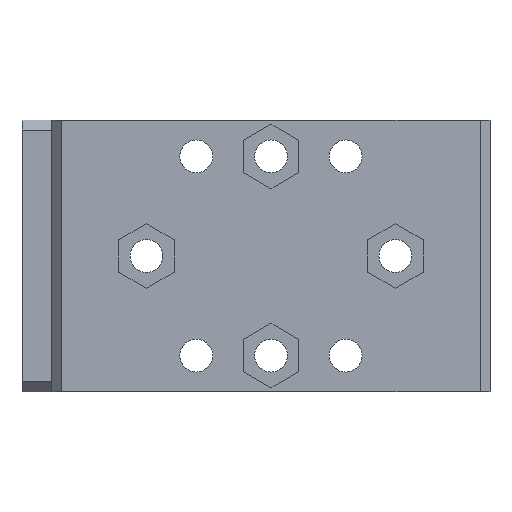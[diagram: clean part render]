
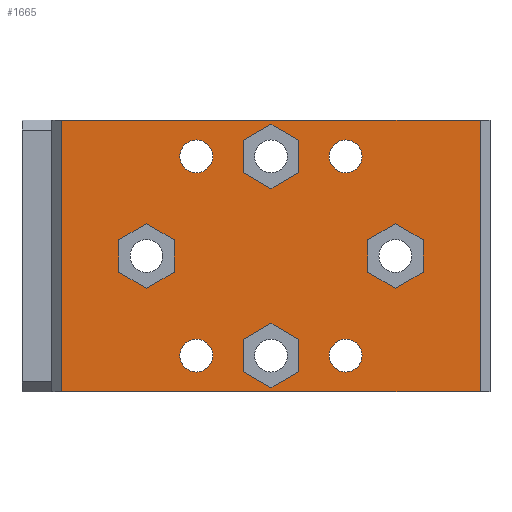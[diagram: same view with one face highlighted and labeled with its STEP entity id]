
A CAD part, front view. The second image highlights one B-rep face of the part: STEP entity #1665.
In plain terms, the highlighted planar face has unit normal (0, -1, 0).
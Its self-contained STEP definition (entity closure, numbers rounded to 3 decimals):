
#25=CIRCLE('',#1774,1.65);
#27=CIRCLE('',#1777,1.65);
#29=CIRCLE('',#1780,1.65);
#31=CIRCLE('',#1783,1.65);
#93=FACE_BOUND('',#232,.T.);
#94=FACE_BOUND('',#233,.T.);
#95=FACE_BOUND('',#234,.T.);
#96=FACE_BOUND('',#235,.T.);
#97=FACE_BOUND('',#236,.T.);
#98=FACE_BOUND('',#237,.T.);
#99=FACE_BOUND('',#238,.T.);
#100=FACE_BOUND('',#239,.T.);
#131=FACE_OUTER_BOUND('',#231,.T.);
#231=EDGE_LOOP('',(#1205,#1206,#1207,#1208));
#232=EDGE_LOOP('',(#1209,#1210,#1211,#1212,#1213,#1214));
#233=EDGE_LOOP('',(#1215,#1216,#1217,#1218,#1219,#1220));
#234=EDGE_LOOP('',(#1221,#1222,#1223,#1224,#1225,#1226));
#235=EDGE_LOOP('',(#1227,#1228,#1229,#1230,#1231,#1232));
#236=EDGE_LOOP('',(#1233));
#237=EDGE_LOOP('',(#1234));
#238=EDGE_LOOP('',(#1235));
#239=EDGE_LOOP('',(#1236));
#386=LINE('',#2530,#576);
#387=LINE('',#2532,#577);
#388=LINE('',#2534,#578);
#389=LINE('',#2535,#579);
#390=LINE('',#2538,#580);
#391=LINE('',#2540,#581);
#392=LINE('',#2542,#582);
#393=LINE('',#2544,#583);
#394=LINE('',#2546,#584);
#395=LINE('',#2547,#585);
#396=LINE('',#2550,#586);
#397=LINE('',#2552,#587);
#398=LINE('',#2554,#588);
#399=LINE('',#2556,#589);
#400=LINE('',#2558,#590);
#401=LINE('',#2559,#591);
#402=LINE('',#2562,#592);
#403=LINE('',#2564,#593);
#404=LINE('',#2566,#594);
#405=LINE('',#2568,#595);
#406=LINE('',#2570,#596);
#407=LINE('',#2571,#597);
#408=LINE('',#2574,#598);
#409=LINE('',#2576,#599);
#410=LINE('',#2578,#600);
#411=LINE('',#2580,#601);
#412=LINE('',#2582,#602);
#413=LINE('',#2583,#603);
#576=VECTOR('',#2034,1000.);
#577=VECTOR('',#2035,1000.);
#578=VECTOR('',#2036,1000.);
#579=VECTOR('',#2037,1000.);
#580=VECTOR('',#2038,1000.);
#581=VECTOR('',#2039,1000.);
#582=VECTOR('',#2040,1000.);
#583=VECTOR('',#2041,1000.);
#584=VECTOR('',#2042,1000.);
#585=VECTOR('',#2043,1000.);
#586=VECTOR('',#2044,1000.);
#587=VECTOR('',#2045,1000.);
#588=VECTOR('',#2046,1000.);
#589=VECTOR('',#2047,1000.);
#590=VECTOR('',#2048,1000.);
#591=VECTOR('',#2049,1000.);
#592=VECTOR('',#2050,1000.);
#593=VECTOR('',#2051,1000.);
#594=VECTOR('',#2052,1000.);
#595=VECTOR('',#2053,1000.);
#596=VECTOR('',#2054,1000.);
#597=VECTOR('',#2055,1000.);
#598=VECTOR('',#2056,1000.);
#599=VECTOR('',#2057,1000.);
#600=VECTOR('',#2058,1000.);
#601=VECTOR('',#2059,1000.);
#602=VECTOR('',#2060,1000.);
#603=VECTOR('',#2061,1000.);
#763=VERTEX_POINT('',#2488);
#765=VERTEX_POINT('',#2494);
#767=VERTEX_POINT('',#2500);
#769=VERTEX_POINT('',#2506);
#775=VERTEX_POINT('',#2528);
#776=VERTEX_POINT('',#2529);
#777=VERTEX_POINT('',#2531);
#778=VERTEX_POINT('',#2533);
#779=VERTEX_POINT('',#2536);
#780=VERTEX_POINT('',#2537);
#781=VERTEX_POINT('',#2539);
#782=VERTEX_POINT('',#2541);
#783=VERTEX_POINT('',#2543);
#784=VERTEX_POINT('',#2545);
#785=VERTEX_POINT('',#2548);
#786=VERTEX_POINT('',#2549);
#787=VERTEX_POINT('',#2551);
#788=VERTEX_POINT('',#2553);
#789=VERTEX_POINT('',#2555);
#790=VERTEX_POINT('',#2557);
#791=VERTEX_POINT('',#2560);
#792=VERTEX_POINT('',#2561);
#793=VERTEX_POINT('',#2563);
#794=VERTEX_POINT('',#2565);
#795=VERTEX_POINT('',#2567);
#796=VERTEX_POINT('',#2569);
#797=VERTEX_POINT('',#2572);
#798=VERTEX_POINT('',#2573);
#799=VERTEX_POINT('',#2575);
#800=VERTEX_POINT('',#2577);
#801=VERTEX_POINT('',#2579);
#802=VERTEX_POINT('',#2581);
#928=EDGE_CURVE('',#763,#763,#25,.T.);
#931=EDGE_CURVE('',#765,#765,#27,.T.);
#934=EDGE_CURVE('',#767,#767,#29,.T.);
#937=EDGE_CURVE('',#769,#769,#31,.T.);
#948=EDGE_CURVE('',#775,#776,#386,.T.);
#949=EDGE_CURVE('',#775,#777,#387,.T.);
#950=EDGE_CURVE('',#777,#778,#388,.T.);
#951=EDGE_CURVE('',#778,#776,#389,.T.);
#952=EDGE_CURVE('',#779,#780,#390,.T.);
#953=EDGE_CURVE('',#781,#779,#391,.T.);
#954=EDGE_CURVE('',#782,#781,#392,.T.);
#955=EDGE_CURVE('',#783,#782,#393,.T.);
#956=EDGE_CURVE('',#784,#783,#394,.T.);
#957=EDGE_CURVE('',#780,#784,#395,.T.);
#958=EDGE_CURVE('',#785,#786,#396,.T.);
#959=EDGE_CURVE('',#787,#785,#397,.T.);
#960=EDGE_CURVE('',#788,#787,#398,.T.);
#961=EDGE_CURVE('',#789,#788,#399,.T.);
#962=EDGE_CURVE('',#790,#789,#400,.T.);
#963=EDGE_CURVE('',#786,#790,#401,.T.);
#964=EDGE_CURVE('',#791,#792,#402,.T.);
#965=EDGE_CURVE('',#793,#791,#403,.T.);
#966=EDGE_CURVE('',#794,#793,#404,.T.);
#967=EDGE_CURVE('',#795,#794,#405,.T.);
#968=EDGE_CURVE('',#796,#795,#406,.T.);
#969=EDGE_CURVE('',#792,#796,#407,.T.);
#970=EDGE_CURVE('',#797,#798,#408,.T.);
#971=EDGE_CURVE('',#799,#797,#409,.T.);
#972=EDGE_CURVE('',#800,#799,#410,.T.);
#973=EDGE_CURVE('',#801,#800,#411,.T.);
#974=EDGE_CURVE('',#802,#801,#412,.T.);
#975=EDGE_CURVE('',#798,#802,#413,.T.);
#1205=ORIENTED_EDGE('',*,*,#948,.F.);
#1206=ORIENTED_EDGE('',*,*,#949,.T.);
#1207=ORIENTED_EDGE('',*,*,#950,.T.);
#1208=ORIENTED_EDGE('',*,*,#951,.T.);
#1209=ORIENTED_EDGE('',*,*,#952,.F.);
#1210=ORIENTED_EDGE('',*,*,#953,.F.);
#1211=ORIENTED_EDGE('',*,*,#954,.F.);
#1212=ORIENTED_EDGE('',*,*,#955,.F.);
#1213=ORIENTED_EDGE('',*,*,#956,.F.);
#1214=ORIENTED_EDGE('',*,*,#957,.F.);
#1215=ORIENTED_EDGE('',*,*,#958,.F.);
#1216=ORIENTED_EDGE('',*,*,#959,.F.);
#1217=ORIENTED_EDGE('',*,*,#960,.F.);
#1218=ORIENTED_EDGE('',*,*,#961,.F.);
#1219=ORIENTED_EDGE('',*,*,#962,.F.);
#1220=ORIENTED_EDGE('',*,*,#963,.F.);
#1221=ORIENTED_EDGE('',*,*,#964,.F.);
#1222=ORIENTED_EDGE('',*,*,#965,.F.);
#1223=ORIENTED_EDGE('',*,*,#966,.F.);
#1224=ORIENTED_EDGE('',*,*,#967,.F.);
#1225=ORIENTED_EDGE('',*,*,#968,.F.);
#1226=ORIENTED_EDGE('',*,*,#969,.F.);
#1227=ORIENTED_EDGE('',*,*,#970,.F.);
#1228=ORIENTED_EDGE('',*,*,#971,.F.);
#1229=ORIENTED_EDGE('',*,*,#972,.F.);
#1230=ORIENTED_EDGE('',*,*,#973,.F.);
#1231=ORIENTED_EDGE('',*,*,#974,.F.);
#1232=ORIENTED_EDGE('',*,*,#975,.F.);
#1233=ORIENTED_EDGE('',*,*,#937,.T.);
#1234=ORIENTED_EDGE('',*,*,#934,.T.);
#1235=ORIENTED_EDGE('',*,*,#931,.T.);
#1236=ORIENTED_EDGE('',*,*,#928,.T.);
#1586=PLANE('',#1793);
#1665=ADVANCED_FACE('',(#131,#93,#94,#95,#96,#97,#98,#99,#100),#1586,.F.);
#1774=AXIS2_PLACEMENT_3D('',#2489,#1986,#1987);
#1777=AXIS2_PLACEMENT_3D('',#2495,#1993,#1994);
#1780=AXIS2_PLACEMENT_3D('',#2501,#2000,#2001);
#1783=AXIS2_PLACEMENT_3D('',#2507,#2007,#2008);
#1793=AXIS2_PLACEMENT_3D('',#2527,#2032,#2033);
#1986=DIRECTION('center_axis',(0.,1.,0.));
#1987=DIRECTION('ref_axis',(1.,0.,0.));
#1993=DIRECTION('center_axis',(0.,1.,0.));
#1994=DIRECTION('ref_axis',(1.,0.,0.));
#2000=DIRECTION('center_axis',(0.,1.,0.));
#2001=DIRECTION('ref_axis',(1.,0.,0.));
#2007=DIRECTION('center_axis',(0.,1.,0.));
#2008=DIRECTION('ref_axis',(1.,0.,0.));
#2032=DIRECTION('center_axis',(0.,1.,0.));
#2033=DIRECTION('ref_axis',(1.,0.,0.));
#2034=DIRECTION('',(1.,0.,0.));
#2035=DIRECTION('',(0.,0.,-1.));
#2036=DIRECTION('',(1.,0.,0.));
#2037=DIRECTION('',(0.,0.,1.));
#2038=DIRECTION('',(0.,0.,1.));
#2039=DIRECTION('',(0.866,0.,0.5));
#2040=DIRECTION('',(0.866,0.,-0.5));
#2041=DIRECTION('',(0.,0.,-1.));
#2042=DIRECTION('',(-0.866,0.,-0.5));
#2043=DIRECTION('',(-0.866,0.,0.5));
#2044=DIRECTION('',(0.,0.,1.));
#2045=DIRECTION('',(0.866,0.,0.5));
#2046=DIRECTION('',(0.866,0.,-0.5));
#2047=DIRECTION('',(0.,0.,-1.));
#2048=DIRECTION('',(-0.866,0.,-0.5));
#2049=DIRECTION('',(-0.866,0.,0.5));
#2050=DIRECTION('',(0.,0.,1.));
#2051=DIRECTION('',(0.866,0.,0.5));
#2052=DIRECTION('',(0.866,0.,-0.5));
#2053=DIRECTION('',(0.,0.,-1.));
#2054=DIRECTION('',(-0.866,0.,-0.5));
#2055=DIRECTION('',(-0.866,0.,0.5));
#2056=DIRECTION('',(0.,0.,1.));
#2057=DIRECTION('',(0.866,0.,0.5));
#2058=DIRECTION('',(0.866,0.,-0.5));
#2059=DIRECTION('',(0.,0.,-1.));
#2060=DIRECTION('',(-0.866,0.,-0.5));
#2061=DIRECTION('',(-0.866,0.,0.5));
#2488=CARTESIAN_POINT('',(-7.65,-5.,3.65));
#2489=CARTESIAN_POINT('Origin',(-6.,-5.,3.65));
#2494=CARTESIAN_POINT('',(-7.65,-5.,23.65));
#2495=CARTESIAN_POINT('Origin',(-6.,-5.,23.65));
#2500=CARTESIAN_POINT('',(7.35,-5.,23.65));
#2501=CARTESIAN_POINT('Origin',(9.,-5.,23.65));
#2506=CARTESIAN_POINT('',(7.35,-5.,3.65));
#2507=CARTESIAN_POINT('Origin',(9.,-5.,3.65));
#2527=CARTESIAN_POINT('Origin',(-18.175,-5.,27.3));
#2528=CARTESIAN_POINT('',(-19.5,-5.,27.3));
#2529=CARTESIAN_POINT('',(22.5,-5.,27.3));
#2530=CARTESIAN_POINT('',(-18.175,-5.,27.3));
#2531=CARTESIAN_POINT('',(-19.5,-5.,0.));
#2532=CARTESIAN_POINT('',(-19.5,-5.,27.3));
#2533=CARTESIAN_POINT('',(22.5,-5.,0.));
#2534=CARTESIAN_POINT('',(-18.175,-5.,0.));
#2535=CARTESIAN_POINT('',(22.5,-5.,27.3));
#2536=CARTESIAN_POINT('',(4.3,-5.,22.033));
#2537=CARTESIAN_POINT('',(4.3,-5.,25.267));
#2538=CARTESIAN_POINT('',(4.3,-5.,23.65));
#2539=CARTESIAN_POINT('',(1.5,-5.,20.417));
#2540=CARTESIAN_POINT('',(2.9,-5.,21.225));
#2541=CARTESIAN_POINT('',(-1.3,-5.,22.033));
#2542=CARTESIAN_POINT('',(0.1,-5.,21.225));
#2543=CARTESIAN_POINT('',(-1.3,-5.,25.267));
#2544=CARTESIAN_POINT('',(-1.3,-5.,23.65));
#2545=CARTESIAN_POINT('',(1.5,-5.,26.883));
#2546=CARTESIAN_POINT('',(0.1,-5.,26.075));
#2547=CARTESIAN_POINT('',(2.9,-5.,26.075));
#2548=CARTESIAN_POINT('',(-8.2,-5.,12.033));
#2549=CARTESIAN_POINT('',(-8.2,-5.,15.267));
#2550=CARTESIAN_POINT('',(-8.2,-5.,13.65));
#2551=CARTESIAN_POINT('',(-11.,-5.,10.417));
#2552=CARTESIAN_POINT('',(-9.6,-5.,11.225));
#2553=CARTESIAN_POINT('',(-13.8,-5.,12.033));
#2554=CARTESIAN_POINT('',(-12.4,-5.,11.225));
#2555=CARTESIAN_POINT('',(-13.8,-5.,15.267));
#2556=CARTESIAN_POINT('',(-13.8,-5.,13.65));
#2557=CARTESIAN_POINT('',(-11.,-5.,16.883));
#2558=CARTESIAN_POINT('',(-12.4,-5.,16.075));
#2559=CARTESIAN_POINT('',(-9.6,-5.,16.075));
#2560=CARTESIAN_POINT('',(4.3,-5.,2.033));
#2561=CARTESIAN_POINT('',(4.3,-5.,5.267));
#2562=CARTESIAN_POINT('',(4.3,-5.,3.65));
#2563=CARTESIAN_POINT('',(1.5,-5.,0.417));
#2564=CARTESIAN_POINT('',(2.9,-5.,1.225));
#2565=CARTESIAN_POINT('',(-1.3,-5.,2.033));
#2566=CARTESIAN_POINT('',(0.1,-5.,1.225));
#2567=CARTESIAN_POINT('',(-1.3,-5.,5.267));
#2568=CARTESIAN_POINT('',(-1.3,-5.,3.65));
#2569=CARTESIAN_POINT('',(1.5,-5.,6.883));
#2570=CARTESIAN_POINT('',(0.1,-5.,6.075));
#2571=CARTESIAN_POINT('',(2.9,-5.,6.075));
#2572=CARTESIAN_POINT('',(16.8,-5.,12.033));
#2573=CARTESIAN_POINT('',(16.8,-5.,15.267));
#2574=CARTESIAN_POINT('',(16.8,-5.,13.65));
#2575=CARTESIAN_POINT('',(14.,-5.,10.417));
#2576=CARTESIAN_POINT('',(15.4,-5.,11.225));
#2577=CARTESIAN_POINT('',(11.2,-5.,12.033));
#2578=CARTESIAN_POINT('',(12.6,-5.,11.225));
#2579=CARTESIAN_POINT('',(11.2,-5.,15.267));
#2580=CARTESIAN_POINT('',(11.2,-5.,13.65));
#2581=CARTESIAN_POINT('',(14.,-5.,16.883));
#2582=CARTESIAN_POINT('',(12.6,-5.,16.075));
#2583=CARTESIAN_POINT('',(15.4,-5.,16.075));
